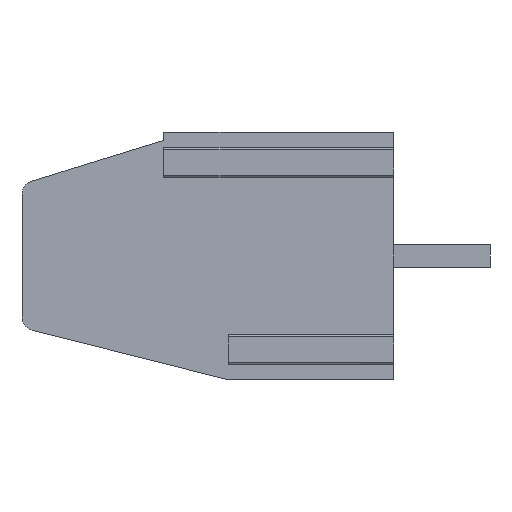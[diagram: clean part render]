
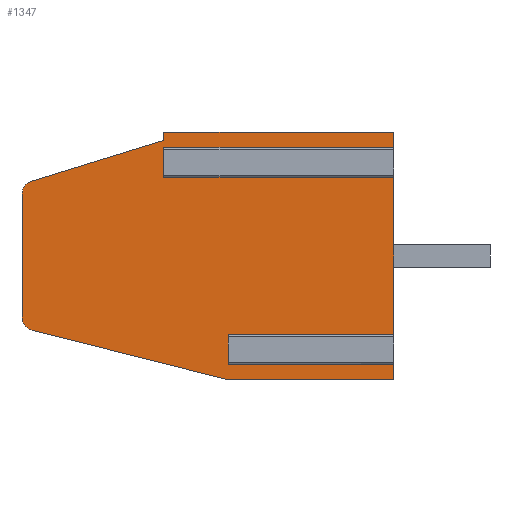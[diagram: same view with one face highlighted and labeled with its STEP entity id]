
A CAD part, left-side view. The second image highlights one B-rep face of the part: STEP entity #1347.
In plain terms, the highlighted planar face has unit normal (-1, 0, 0).
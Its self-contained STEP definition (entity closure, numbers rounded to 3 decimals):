
#1347=ADVANCED_FACE('',(#2277),#16370,.T.);
#2277=FACE_OUTER_BOUND('',#3295,.T.);
#3295=EDGE_LOOP('',(#8308,#8309,#8310,#8311,#8312,#8313,#8314,#8315,#8316,
#8317,#8318,#8319,#8320,#8321,#8322,#8323,#8324));
#8308=ORIENTED_EDGE('',*,*,#11046,.F.);
#8309=ORIENTED_EDGE('',*,*,#11048,.T.);
#8310=ORIENTED_EDGE('',*,*,#10982,.T.);
#8311=ORIENTED_EDGE('',*,*,#11049,.T.);
#8312=ORIENTED_EDGE('',*,*,#11045,.F.);
#8313=ORIENTED_EDGE('',*,*,#11050,.T.);
#8314=ORIENTED_EDGE('',*,*,#11051,.T.);
#8315=ORIENTED_EDGE('',*,*,#11000,.T.);
#8316=ORIENTED_EDGE('',*,*,#11004,.T.);
#8317=ORIENTED_EDGE('',*,*,#11023,.T.);
#8318=ORIENTED_EDGE('',*,*,#11027,.T.);
#8319=ORIENTED_EDGE('',*,*,#11030,.T.);
#8320=ORIENTED_EDGE('',*,*,#11044,.T.);
#8321=ORIENTED_EDGE('',*,*,#11047,.F.);
#8322=ORIENTED_EDGE('',*,*,#11052,.T.);
#8323=ORIENTED_EDGE('',*,*,#11042,.T.);
#8324=ORIENTED_EDGE('',*,*,#11053,.T.);
#10982=EDGE_CURVE('',#15437,#15438,#13668,.T.);
#11000=EDGE_CURVE('',#15453,#15454,#13682,.T.);
#11004=EDGE_CURVE('',#15454,#15456,#11593,.T.);
#11023=EDGE_CURVE('',#15456,#15473,#13697,.T.);
#11027=EDGE_CURVE('',#15473,#15476,#11602,.T.);
#11030=EDGE_CURVE('',#15476,#15477,#13701,.T.);
#11042=EDGE_CURVE('',#15487,#15488,#13711,.T.);
#11044=EDGE_CURVE('',#15477,#15489,#13712,.T.);
#11045=EDGE_CURVE('',#15490,#15491,#13713,.T.);
#11046=EDGE_CURVE('',#15492,#15493,#13714,.T.);
#11047=EDGE_CURVE('',#15494,#15489,#13715,.T.);
#11048=EDGE_CURVE('',#15492,#15437,#13716,.T.);
#11049=EDGE_CURVE('',#15438,#15491,#13717,.T.);
#11050=EDGE_CURVE('',#15490,#15495,#13718,.T.);
#11051=EDGE_CURVE('',#15495,#15453,#13719,.T.);
#11052=EDGE_CURVE('',#15494,#15487,#13720,.T.);
#11053=EDGE_CURVE('',#15488,#15493,#13721,.T.);
#11593=(
BOUNDED_CURVE()
B_SPLINE_CURVE(2,(#39929,#39930,#39931),.UNSPECIFIED.,.F.,.F.)
B_SPLINE_CURVE_WITH_KNOTS((3,3),(-0.635,0.),.UNSPECIFIED.)
CURVE()
GEOMETRIC_REPRESENTATION_ITEM()
RATIONAL_B_SPLINE_CURVE((1.,0.805,1.))
REPRESENTATION_ITEM('')
);
#11602=(
BOUNDED_CURVE()
B_SPLINE_CURVE(2,(#39988,#39989,#39990),.UNSPECIFIED.,.F.,.F.)
B_SPLINE_CURVE_WITH_KNOTS((3,3),(-0.661,0.),.UNSPECIFIED.)
CURVE()
GEOMETRIC_REPRESENTATION_ITEM()
RATIONAL_B_SPLINE_CURVE((1.,0.789,1.))
REPRESENTATION_ITEM('')
);
#13668=B_SPLINE_CURVE_WITH_KNOTS('',1,(#39873,#39874),.UNSPECIFIED.,.F.,
 .F.,(2,2),(-0.738,0.),.UNSPECIFIED.);
#13682=B_SPLINE_CURVE_WITH_KNOTS('',1,(#39921,#39922),.UNSPECIFIED.,.F.,
 .F.,(2,2),(0.,5.022),.UNSPECIFIED.);
#13697=B_SPLINE_CURVE_WITH_KNOTS('',1,(#39977,#39978),.UNSPECIFIED.,.F.,
 .F.,(2,2),(-4.45,0.),.UNSPECIFIED.);
#13701=B_SPLINE_CURVE_WITH_KNOTS('',1,(#39996,#39997),.UNSPECIFIED.,.F.,
 .F.,(2,2),(0.,7.347),.UNSPECIFIED.);
#13711=B_SPLINE_CURVE_WITH_KNOTS('',1,(#40026,#40027),.UNSPECIFIED.,.F.,
 .F.,(2,2),(-0.738,0.),.UNSPECIFIED.);
#13712=B_SPLINE_CURVE_WITH_KNOTS('',1,(#40033,#40034),.UNSPECIFIED.,.F.,
 .F.,(2,2),(0.,6.),.UNSPECIFIED.);
#13713=B_SPLINE_CURVE_WITH_KNOTS('',1,(#40035,#40036),.UNSPECIFIED.,.F.,
 .F.,(2,2),(-0.731,0.),.UNSPECIFIED.);
#13714=B_SPLINE_CURVE_WITH_KNOTS('',1,(#40037,#40038),.UNSPECIFIED.,.F.,
 .F.,(2,2),(-6.062,0.),.UNSPECIFIED.);
#13715=B_SPLINE_CURVE_WITH_KNOTS('',1,(#40039,#40040),.UNSPECIFIED.,.F.,
 .F.,(2,2),(-0.731,0.),.UNSPECIFIED.);
#13716=B_SPLINE_CURVE_WITH_KNOTS('',1,(#40041,#40042),.UNSPECIFIED.,.F.,
 .F.,(2,2),(-8.35,0.),.UNSPECIFIED.);
#13717=B_SPLINE_CURVE_WITH_KNOTS('',1,(#40043,#40044),.UNSPECIFIED.,.F.,
 .F.,(2,2),(0.,8.35),.UNSPECIFIED.);
#13718=B_SPLINE_CURVE_WITH_KNOTS('',1,(#40045,#40046),.UNSPECIFIED.,.F.,
 .F.,(2,2),(-8.35,0.),.UNSPECIFIED.);
#13719=B_SPLINE_CURVE_WITH_KNOTS('',1,(#40047,#40048),.UNSPECIFIED.,.F.,
 .F.,(2,2),(0.,0.3),.UNSPECIFIED.);
#13720=B_SPLINE_CURVE_WITH_KNOTS('',1,(#40049,#40050),.UNSPECIFIED.,.F.,
 .F.,(2,2),(-6.,0.),.UNSPECIFIED.);
#13721=B_SPLINE_CURVE_WITH_KNOTS('',1,(#40051,#40052),.UNSPECIFIED.,.F.,
 .F.,(2,2),(0.,6.),.UNSPECIFIED.);
#15437=VERTEX_POINT('',#39787);
#15438=VERTEX_POINT('',#39788);
#15453=VERTEX_POINT('',#39803);
#15454=VERTEX_POINT('',#39804);
#15456=VERTEX_POINT('',#39806);
#15473=VERTEX_POINT('',#39823);
#15476=VERTEX_POINT('',#39826);
#15477=VERTEX_POINT('',#39827);
#15487=VERTEX_POINT('',#39837);
#15488=VERTEX_POINT('',#39838);
#15489=VERTEX_POINT('',#39839);
#15490=VERTEX_POINT('',#39840);
#15491=VERTEX_POINT('',#39841);
#15492=VERTEX_POINT('',#39842);
#15493=VERTEX_POINT('',#39843);
#15494=VERTEX_POINT('',#39844);
#15495=VERTEX_POINT('',#39845);
#16370=PLANE('',#16942);
#16942=AXIS2_PLACEMENT_3D('',#39578,#17497,$);
#17497=DIRECTION('',(-1.,0.,0.));
#39578=CARTESIAN_POINT('',(-2.54,-1.351,-5.401));
#39787=CARTESIAN_POINT('',(-2.54,8.35,3.031));
#39788=CARTESIAN_POINT('',(-2.54,8.35,3.769));
#39803=CARTESIAN_POINT('',(-2.54,8.35,4.2));
#39804=CARTESIAN_POINT('',(-2.54,13.148,2.715));
#39806=CARTESIAN_POINT('',(-2.54,13.5,2.237));
#39823=CARTESIAN_POINT('',(-2.54,13.5,-2.213));
#39826=CARTESIAN_POINT('',(-2.54,13.123,-2.698));
#39827=CARTESIAN_POINT('',(-2.54,6.,-4.5));
#39837=CARTESIAN_POINT('',(-2.54,6.,-3.769));
#39838=CARTESIAN_POINT('',(-2.54,6.,-3.031));
#39839=CARTESIAN_POINT('',(-2.54,0.,-4.5));
#39840=CARTESIAN_POINT('',(-2.54,0.,4.5));
#39841=CARTESIAN_POINT('',(-2.54,0.,3.769));
#39842=CARTESIAN_POINT('',(-2.54,0.,3.031));
#39843=CARTESIAN_POINT('',(-2.54,0.,-3.031));
#39844=CARTESIAN_POINT('',(-2.54,0.,-3.769));
#39845=CARTESIAN_POINT('',(-2.54,8.35,4.5));
#39873=CARTESIAN_POINT('',(-2.54,8.35,3.031));
#39874=CARTESIAN_POINT('',(-2.54,8.35,3.769));
#39921=CARTESIAN_POINT('',(-2.54,8.35,4.2));
#39922=CARTESIAN_POINT('',(-2.54,13.148,2.715));
#39929=CARTESIAN_POINT('',(-2.54,13.148,2.715));
#39930=CARTESIAN_POINT('',(-2.54,13.5,2.606));
#39931=CARTESIAN_POINT('',(-2.54,13.5,2.237));
#39977=CARTESIAN_POINT('',(-2.54,13.5,2.237));
#39978=CARTESIAN_POINT('',(-2.54,13.5,-2.213));
#39988=CARTESIAN_POINT('',(-2.54,13.5,-2.213));
#39989=CARTESIAN_POINT('',(-2.54,13.5,-2.602));
#39990=CARTESIAN_POINT('',(-2.54,13.123,-2.698));
#39996=CARTESIAN_POINT('',(-2.54,13.123,-2.698));
#39997=CARTESIAN_POINT('',(-2.54,6.,-4.5));
#40026=CARTESIAN_POINT('',(-2.54,6.,-3.769));
#40027=CARTESIAN_POINT('',(-2.54,6.,-3.031));
#40033=CARTESIAN_POINT('',(-2.54,6.,-4.5));
#40034=CARTESIAN_POINT('',(-2.54,0.,-4.5));
#40035=CARTESIAN_POINT('',(-2.54,0.,4.5));
#40036=CARTESIAN_POINT('',(-2.54,0.,3.769));
#40037=CARTESIAN_POINT('',(-2.54,0.,3.031));
#40038=CARTESIAN_POINT('',(-2.54,0.,-3.031));
#40039=CARTESIAN_POINT('',(-2.54,0.,-3.769));
#40040=CARTESIAN_POINT('',(-2.54,0.,-4.5));
#40041=CARTESIAN_POINT('',(-2.54,0.,3.031));
#40042=CARTESIAN_POINT('',(-2.54,8.35,3.031));
#40043=CARTESIAN_POINT('',(-2.54,8.35,3.769));
#40044=CARTESIAN_POINT('',(-2.54,0.,3.769));
#40045=CARTESIAN_POINT('',(-2.54,0.,4.5));
#40046=CARTESIAN_POINT('',(-2.54,8.35,4.5));
#40047=CARTESIAN_POINT('',(-2.54,8.35,4.5));
#40048=CARTESIAN_POINT('',(-2.54,8.35,4.2));
#40049=CARTESIAN_POINT('',(-2.54,0.,-3.769));
#40050=CARTESIAN_POINT('',(-2.54,6.,-3.769));
#40051=CARTESIAN_POINT('',(-2.54,6.,-3.031));
#40052=CARTESIAN_POINT('',(-2.54,0.,-3.031));
